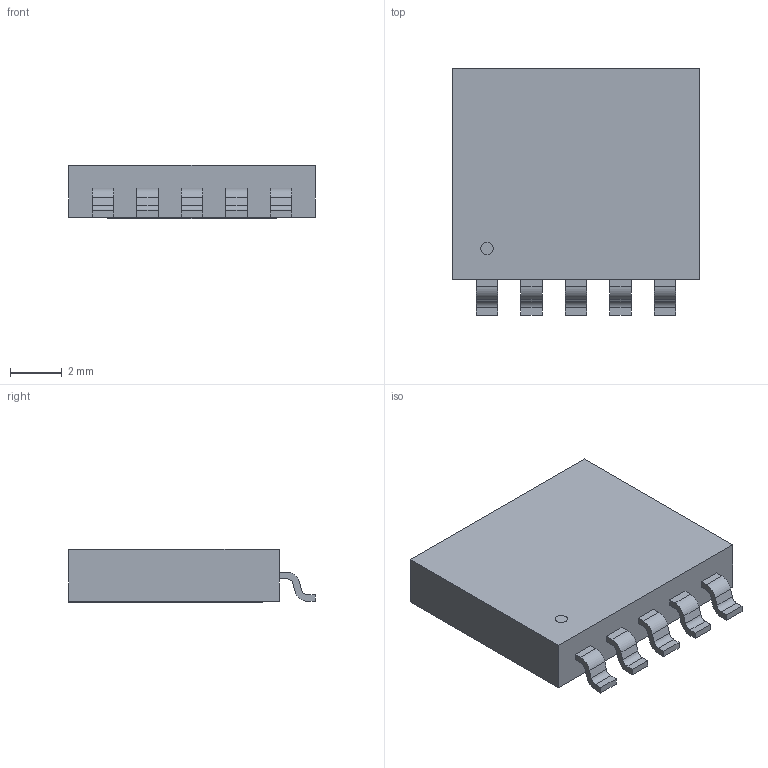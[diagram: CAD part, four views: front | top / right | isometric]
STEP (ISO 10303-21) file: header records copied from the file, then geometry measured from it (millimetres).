
FILE_DESCRIPTION(('STEP AP214'),'1');
FILE_NAME('HRP5_BD00C0_ROM','2022-06-30T13:15:18',(''),(''),'','','');
FILE_SCHEMA(('AUTOMOTIVE_DESIGN'));
Length unit declared in the file: millimetre
Products named in the file (1): product
Bounding box: 9.52 x 9.53 x 2.06 mm (x, y, z)
Volume: 157.4 mm3; surface area: 249.7 mm2
Topology: 7 solids, 8 shells, 95 faces, 228 edges, 148 vertices
Faces by surface type: plane 74, cylinder 21
Full cylindrical faces by diameter (mm): 0.476 x1
Entity records: 2674 total; most frequent: ORIENTED_EDGE 472, DIRECTION 461, CARTESIAN_POINT 271, EDGE_CURVE 225, LINE 183, VECTOR 183, VERTEX_POINT 152, AXIS2_PLACEMENT_3D 139
